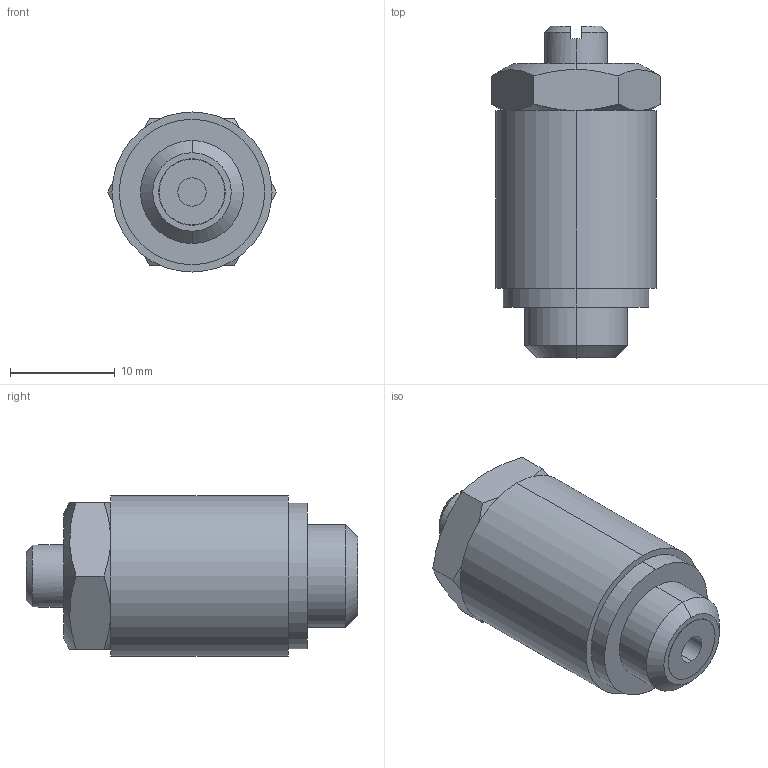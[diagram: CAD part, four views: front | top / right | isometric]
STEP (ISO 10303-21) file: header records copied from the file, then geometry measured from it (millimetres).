
FILE_DESCRIPTION (( 'STEP AP203' ), '1' );
FILE_NAME ('04040B01.STEP', '2010-07-22T14:48:48', ( '' ), ( 'sopra-pneumatic' ), 'SwSTEP 2.0', 'SolidWorks 2009', '' );
FILE_SCHEMA (( 'CONFIG_CONTROL_DESIGN' ));
Length unit declared in the file: millimetre
Products named in the file (1): 04040B01
Bounding box: 16.17 x 31.74 x 15.3 mm (x, y, z)
Volume: 4519.4 mm3; surface area: 1757.5 mm2
Topology: 1 solids, 1 shells, 42 faces, 94 edges, 60 vertices
Faces by surface type: plane 18, cone 14, cylinder 10
Entity records: 1347 total; most frequent: CARTESIAN_POINT 341, DIRECTION 196, ORIENTED_EDGE 188, EDGE_CURVE 94, AXIS2_PLACEMENT_3D 83, VERTEX_POINT 60, EDGE_LOOP 48, ADVANCED_FACE 42
